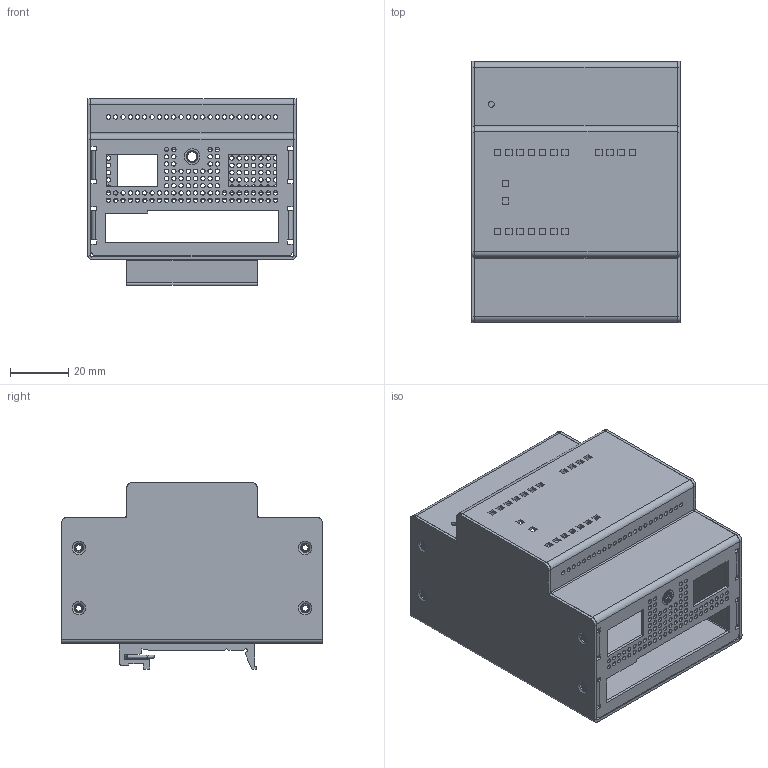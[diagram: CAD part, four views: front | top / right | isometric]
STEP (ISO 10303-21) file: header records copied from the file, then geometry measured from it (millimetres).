
FILE_DESCRIPTION(/* description */ (''),/* implementation_level */ '2;1');
FILE_NAME(/* name */ 'S107_Sestava_krabicky_v1.0.step',/* time_stamp */ '2021-08-31T09:08:54+02:00',/* author */ (''),/* organization */ (''),/* preprocessor_version */ 'ST-DEVELOPER v18.1',/* originating_system */ 'Autodesk Translation Framework v10.10.0.1391',/* authorisation */ '');
FILE_SCHEMA (('AUTOMOTIVE_DESIGN { 1 0 10303 214 3 1 1 }'));
Length unit declared in the file: millimetre
Products named in the file (7): S107_Sestava_krabicky_v1.0; S107_KRYT_V1.0; C-M4-1; S107-117-157-177_SKELET_1.0; TR Fastenings Ltd-M2_5X5MM; DIN drzak-4M-45mm(EMKO); Pružina
Assembly tree (7 placements, depth 4):
  S107_Sestava_krabicky_v1.0
    S107_KRYT_V1.0
      C-M4-1
    S107-117-157-177_SKELET_1.0
      TR Fastenings Ltd-M2_5X5MM  x2
      DIN drzak-4M-45mm(EMKO)
        Pružina
Bounding box: 71.82 x 90 x 64.43 mm (x, y, z)
Volume: 33354.2 mm3; surface area: 62938.4 mm2
Topology: 7 solids, 7 shells, 912 faces, 2517 edges, 1628 vertices
Faces by surface type: cylinder 435, plane 415, bspline 36, cone 21, torus 5
Full cylindrical faces by diameter (mm): 1 x6, 1.5 x219, 2 x1, 2.075 x16, 2.529 x3, 2.58 x2, 3.2 x13, 3.332 x1, 3.76 x2, 4.11 x2, 4.2 x2, 4.932 x1, 5.38 x1, 5.4 x1, 7.663 x1, 7.9 x2
Entity records: 37424 total; most frequent: CARTESIAN_POINT 13694, ORIENTED_EDGE 4860, DIRECTION 4614, EDGE_CURVE 2430, AXIS2_PLACEMENT_3D 1584, VERTEX_POINT 1572, LINE 1446, VECTOR 1446
